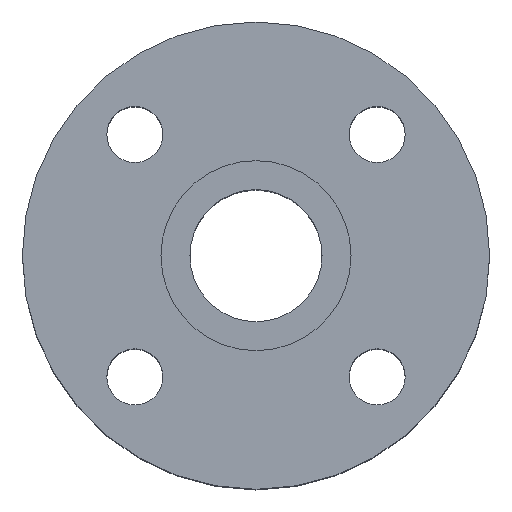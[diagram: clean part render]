
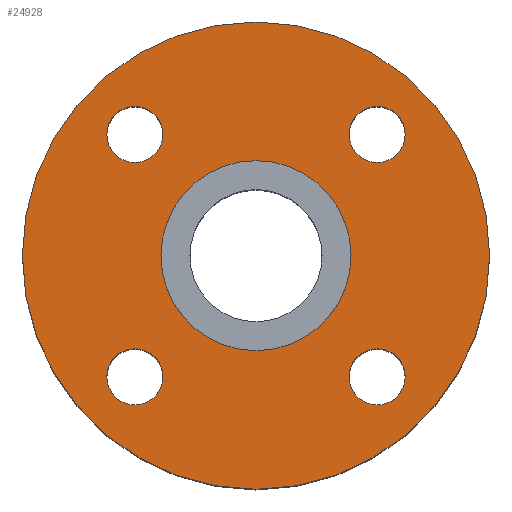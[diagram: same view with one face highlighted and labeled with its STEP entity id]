
A CAD part, top view. The second image highlights one B-rep face of the part: STEP entity #24928.
In plain terms, the highlighted planar face has unit normal (0, 0, 1).
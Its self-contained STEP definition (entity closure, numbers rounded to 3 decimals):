
#193 = DIRECTION ( 'NONE',  ( 0., 0., 1. ) ) ;
#789 = DIRECTION ( 'NONE',  ( 1., 0., 0. ) ) ;
#1129 = DIRECTION ( 'NONE',  ( 0., 0., 1. ) ) ;
#1415 = VERTEX_POINT ( 'NONE', #12878 ) ;
#1712 = FACE_BOUND ( 'NONE', #4753, .T. ) ;
#1717 = CIRCLE ( 'NONE', #12445, 9. ) ;
#1831 = VERTEX_POINT ( 'NONE', #9470 ) ;
#1989 = CARTESIAN_POINT ( 'NONE',  ( 0., 30.5, -0.4 ) ) ;
#2069 = CARTESIAN_POINT ( 'NONE',  ( -47.891, -38.891, -0.4 ) ) ;
#2263 = DIRECTION ( 'NONE',  ( 0., 0., 1. ) ) ;
#2674 = DIRECTION ( 'NONE',  ( 0., 0., 1. ) ) ;
#2778 = AXIS2_PLACEMENT_3D ( 'NONE', #1989, #19807, #17625 ) ;
#3471 = DIRECTION ( 'NONE',  ( 0., 1., 0. ) ) ;
#4047 = FACE_OUTER_BOUND ( 'NONE', #15866, .T. ) ;
#4368 = CARTESIAN_POINT ( 'NONE',  ( -38.891, -38.891, -0.4 ) ) ;
#4496 = DIRECTION ( 'NONE',  ( 0., 0., 1. ) ) ;
#4503 = DIRECTION ( 'NONE',  ( 1., 0., 0. ) ) ;
#4523 = DIRECTION ( 'NONE',  ( 0., 0., 1. ) ) ;
#4753 = EDGE_LOOP ( 'NONE', ( #8691, #12273 ) ) ;
#4887 = EDGE_CURVE ( 'NONE', #10957, #16463, #28519, .T. ) ;
#4974 = AXIS2_PLACEMENT_3D ( 'NONE', #4368, #4523, #20305 ) ;
#4975 = VERTEX_POINT ( 'NONE', #21294 ) ;
#4995 = AXIS2_PLACEMENT_3D ( 'NONE', #23465, #5774, #14681 ) ;
#4998 = EDGE_CURVE ( 'NONE', #22542, #14680, #10320, .T. ) ;
#5363 = ORIENTED_EDGE ( 'NONE', *, *, #4998, .F. ) ;
#5675 = ORIENTED_EDGE ( 'NONE', *, *, #17411, .F. ) ;
#5762 = CARTESIAN_POINT ( 'NONE',  ( 30.5, 0., -0.4 ) ) ;
#5774 = DIRECTION ( 'NONE',  ( 0., 0., 1. ) ) ;
#6419 = CARTESIAN_POINT ( 'NONE',  ( 0., 0., -0.4 ) ) ;
#6747 = CARTESIAN_POINT ( 'NONE',  ( 38.891, -38.891, -0.4 ) ) ;
#7046 = AXIS2_PLACEMENT_3D ( 'NONE', #26720, #4496, #13698 ) ;
#7502 = ORIENTED_EDGE ( 'NONE', *, *, #24159, .T. ) ;
#7789 = ORIENTED_EDGE ( 'NONE', *, *, #11557, .F. ) ;
#7807 = AXIS2_PLACEMENT_3D ( 'NONE', #16281, #193, #789 ) ;
#8529 = VERTEX_POINT ( 'NONE', #5762 ) ;
#8560 = CARTESIAN_POINT ( 'NONE',  ( 0., 0., -0.4 ) ) ;
#8691 = ORIENTED_EDGE ( 'NONE', *, *, #23650, .F. ) ;
#9392 = CARTESIAN_POINT ( 'NONE',  ( 75., 0., -0.4 ) ) ;
#9470 = CARTESIAN_POINT ( 'NONE',  ( 47.891, -38.891, -0.4 ) ) ;
#9736 = ORIENTED_EDGE ( 'NONE', *, *, #12320, .F. ) ;
#9759 = CARTESIAN_POINT ( 'NONE',  ( 38.891, 38.891, -0.4 ) ) ;
#10289 = AXIS2_PLACEMENT_3D ( 'NONE', #19917, #15692, #13192 ) ;
#10320 = CIRCLE ( 'NONE', #17762, 9. ) ;
#10573 = CIRCLE ( 'NONE', #18025, 30.5 ) ;
#10957 = VERTEX_POINT ( 'NONE', #9392 ) ;
#11030 = EDGE_CURVE ( 'NONE', #26044, #1415, #15696, .T. ) ;
#11079 = EDGE_LOOP ( 'NONE', ( #19195, #5363 ) ) ;
#11557 = EDGE_CURVE ( 'NONE', #8529, #27228, #10573, .T. ) ;
#11726 = DIRECTION ( 'NONE',  ( -1., 0., 0. ) ) ;
#12273 = ORIENTED_EDGE ( 'NONE', *, *, #17738, .F. ) ;
#12320 = EDGE_CURVE ( 'NONE', #27228, #8529, #16662, .T. ) ;
#12445 = AXIS2_PLACEMENT_3D ( 'NONE', #28730, #2263, #24640 ) ;
#12806 = AXIS2_PLACEMENT_3D ( 'NONE', #22689, #2674, #11726 ) ;
#12878 = CARTESIAN_POINT ( 'NONE',  ( -29.891, -38.891, -0.4 ) ) ;
#13192 = DIRECTION ( 'NONE',  ( 0., 1., 0. ) ) ;
#13274 = CIRCLE ( 'NONE', #15138, 9. ) ;
#13698 = DIRECTION ( 'NONE',  ( 1., 0., 0. ) ) ;
#13745 = CIRCLE ( 'NONE', #12806, 9. ) ;
#14144 = EDGE_CURVE ( 'NONE', #20806, #1831, #15141, .T. ) ;
#14573 = DIRECTION ( 'NONE',  ( 1., 0., 0. ) ) ;
#14680 = VERTEX_POINT ( 'NONE', #16729 ) ;
#14681 = DIRECTION ( 'NONE',  ( 1., 0., 0. ) ) ;
#15138 = AXIS2_PLACEMENT_3D ( 'NONE', #9759, #27601, #14573 ) ;
#15141 = CIRCLE ( 'NONE', #16562, 9. ) ;
#15145 = FACE_BOUND ( 'NONE', #23133, .T. ) ;
#15148 = CARTESIAN_POINT ( 'NONE',  ( 29.891, -38.891, -0.4 ) ) ;
#15572 = EDGE_LOOP ( 'NONE', ( #23957, #19634 ) ) ;
#15692 = DIRECTION ( 'NONE',  ( 0., 0., 1. ) ) ;
#15696 = CIRCLE ( 'NONE', #4974, 9. ) ;
#15866 = EDGE_LOOP ( 'NONE', ( #20370, #7502 ) ) ;
#16001 = EDGE_LOOP ( 'NONE', ( #7789, #9736 ) ) ;
#16107 = DIRECTION ( 'NONE',  ( 1., 0., 0. ) ) ;
#16281 = CARTESIAN_POINT ( 'NONE',  ( 0., 0., -0.4 ) ) ;
#16317 = CIRCLE ( 'NONE', #20976, 75. ) ;
#16463 = VERTEX_POINT ( 'NONE', #26757 ) ;
#16562 = AXIS2_PLACEMENT_3D ( 'NONE', #6747, #24869, #22672 ) ;
#16662 = CIRCLE ( 'NONE', #7807, 30.5 ) ;
#16729 = CARTESIAN_POINT ( 'NONE',  ( -29.891, 38.891, -0.4 ) ) ;
#16773 = CARTESIAN_POINT ( 'NONE',  ( -38.891, 38.891, -0.4 ) ) ;
#17061 = FACE_BOUND ( 'NONE', #15572, .T. ) ;
#17411 = EDGE_CURVE ( 'NONE', #1415, #26044, #13745, .T. ) ;
#17611 = CARTESIAN_POINT ( 'NONE',  ( -47.891, 38.891, -0.4 ) ) ;
#17625 = DIRECTION ( 'NONE',  ( -1., 0., 0. ) ) ;
#17738 = EDGE_CURVE ( 'NONE', #26613, #4975, #13274, .T. ) ;
#17762 = AXIS2_PLACEMENT_3D ( 'NONE', #16773, #1129, #3471 ) ;
#18025 = AXIS2_PLACEMENT_3D ( 'NONE', #8560, #19789, #16107 ) ;
#19195 = ORIENTED_EDGE ( 'NONE', *, *, #26903, .F. ) ;
#19634 = ORIENTED_EDGE ( 'NONE', *, *, #14144, .F. ) ;
#19789 = DIRECTION ( 'NONE',  ( 0., 0., 1. ) ) ;
#19807 = DIRECTION ( 'NONE',  ( 0., 0., -1. ) ) ;
#19917 = CARTESIAN_POINT ( 'NONE',  ( -38.891, 38.891, -0.4 ) ) ;
#20064 = CIRCLE ( 'NONE', #10289, 9. ) ;
#20305 = DIRECTION ( 'NONE',  ( -1., 0., 0. ) ) ;
#20370 = ORIENTED_EDGE ( 'NONE', *, *, #4887, .T. ) ;
#20806 = VERTEX_POINT ( 'NONE', #15148 ) ;
#20976 = AXIS2_PLACEMENT_3D ( 'NONE', #6419, #22180, #4503 ) ;
#21294 = CARTESIAN_POINT ( 'NONE',  ( 47.891, 38.891, -0.4 ) ) ;
#21905 = EDGE_CURVE ( 'NONE', #1831, #20806, #1717, .T. ) ;
#22180 = DIRECTION ( 'NONE',  ( 0., 0., 1. ) ) ;
#22542 = VERTEX_POINT ( 'NONE', #17611 ) ;
#22672 = DIRECTION ( 'NONE',  ( 0., -1., 0. ) ) ;
#22689 = CARTESIAN_POINT ( 'NONE',  ( -38.891, -38.891, -0.4 ) ) ;
#23133 = EDGE_LOOP ( 'NONE', ( #5675, #26363 ) ) ;
#23465 = CARTESIAN_POINT ( 'NONE',  ( 38.891, 38.891, -0.4 ) ) ;
#23650 = EDGE_CURVE ( 'NONE', #4975, #26613, #24121, .T. ) ;
#23957 = ORIENTED_EDGE ( 'NONE', *, *, #21905, .F. ) ;
#24121 = CIRCLE ( 'NONE', #4995, 9. ) ;
#24159 = EDGE_CURVE ( 'NONE', #16463, #10957, #16317, .T. ) ;
#24640 = DIRECTION ( 'NONE',  ( 0., -1., 0. ) ) ;
#24869 = DIRECTION ( 'NONE',  ( 0., 0., 1. ) ) ;
#24928 = ADVANCED_FACE ( 'NONE', ( #17061, #15145, #28614, #1712, #28340, #4047 ), #28198, .F. ) ;
#25406 = CARTESIAN_POINT ( 'NONE',  ( -30.5, 0., -0.4 ) ) ;
#26044 = VERTEX_POINT ( 'NONE', #2069 ) ;
#26134 = CARTESIAN_POINT ( 'NONE',  ( 29.891, 38.891, -0.4 ) ) ;
#26363 = ORIENTED_EDGE ( 'NONE', *, *, #11030, .F. ) ;
#26613 = VERTEX_POINT ( 'NONE', #26134 ) ;
#26720 = CARTESIAN_POINT ( 'NONE',  ( 0., 0., -0.4 ) ) ;
#26757 = CARTESIAN_POINT ( 'NONE',  ( -75., 0., -0.4 ) ) ;
#26903 = EDGE_CURVE ( 'NONE', #14680, #22542, #20064, .T. ) ;
#27228 = VERTEX_POINT ( 'NONE', #25406 ) ;
#27601 = DIRECTION ( 'NONE',  ( 0., 0., 1. ) ) ;
#28198 = PLANE ( 'NONE',  #2778 ) ;
#28340 = FACE_BOUND ( 'NONE', #16001, .T. ) ;
#28519 = CIRCLE ( 'NONE', #7046, 75. ) ;
#28614 = FACE_BOUND ( 'NONE', #11079, .T. ) ;
#28730 = CARTESIAN_POINT ( 'NONE',  ( 38.891, -38.891, -0.4 ) ) ;
